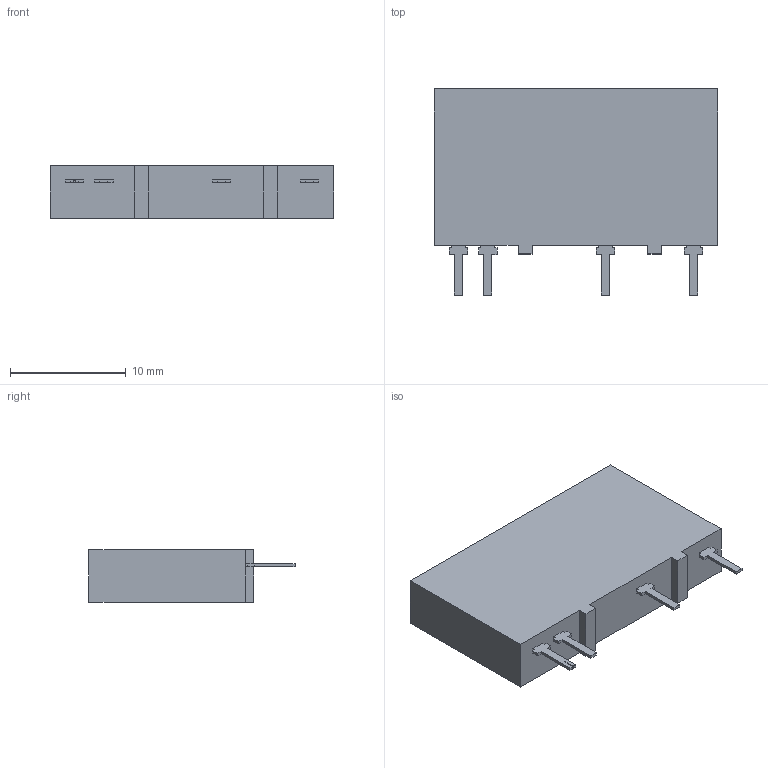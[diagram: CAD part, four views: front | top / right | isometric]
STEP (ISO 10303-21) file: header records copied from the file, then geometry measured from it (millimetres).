
FILE_DESCRIPTION (( 'STEP AP214' ), '1' );
FILE_NAME ('User Library-g3mc-202p_5dc.STEP', '2017-09-07T16:45:00', ( 'Windows User' ), ( '' ), 'SwSTEP 2.0', 'SolidWorks 2017', '' );
FILE_SCHEMA (( 'AUTOMOTIVE_DESIGN' ));
Length unit declared in the file: millimetre
Products named in the file (1): User Library-g3mc-202p_5dc
Bounding box: 24.5 x 17.8 x 4.5 mm (x, y, z)
Volume: 1500.1 mm3; surface area: 1059.8 mm2
Topology: 1 solids, 1 shells, 69 faces, 186 edges, 124 vertices
Faces by surface type: plane 67, cylinder 2
Entity records: 2312 total; most frequent: CARTESIAN_POINT 380, ORIENTED_EDGE 372, DIRECTION 330, EDGE_CURVE 186, VECTOR 182, LINE 182, VERTEX_POINT 124, EDGE_LOOP 74
